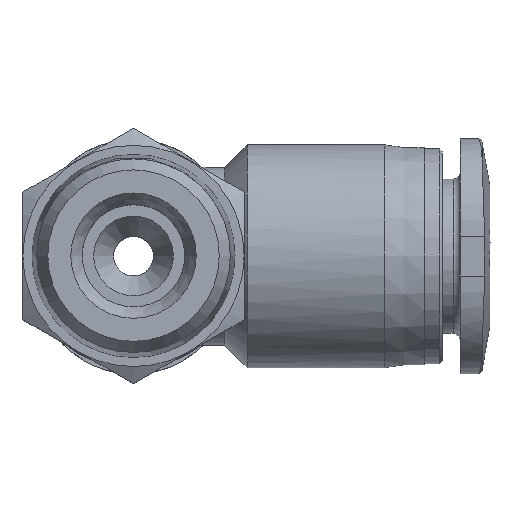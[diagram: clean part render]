
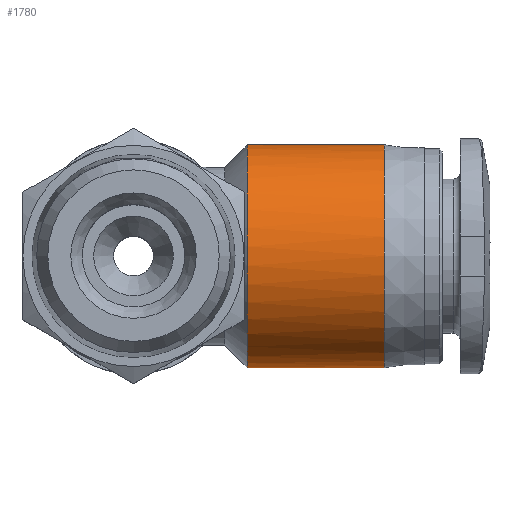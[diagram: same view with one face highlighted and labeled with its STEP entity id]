
A CAD part, top view. The second image highlights one B-rep face of the part: STEP entity #1780.
In plain terms, the highlighted cylindrical face has radius 5.6 mm (diameter 11.2 mm), a full revolution.
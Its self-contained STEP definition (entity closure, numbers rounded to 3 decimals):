
#26=ELLIPSE('',#1902,7.92,5.6);
#33=CYLINDRICAL_SURFACE('',#1900,5.6);
#86=LINE('',#2630,#124);
#91=LINE('',#2640,#129);
#124=VECTOR('',#2121,1000.);
#129=VECTOR('',#2128,1000.);
#190=CIRCLE('',#1872,5.6);
#205=CIRCLE('',#1901,5.6);
#350=ORIENTED_EDGE('',*,*,#664,.F.);
#351=ORIENTED_EDGE('',*,*,#665,.F.);
#352=ORIENTED_EDGE('',*,*,#658,.T.);
#353=ORIENTED_EDGE('',*,*,#616,.T.);
#354=ORIENTED_EDGE('',*,*,#663,.F.);
#616=EDGE_CURVE('',#780,#779,#190,.T.);
#658=EDGE_CURVE('',#809,#780,#86,.F.);
#663=EDGE_CURVE('',#812,#779,#91,.F.);
#664=EDGE_CURVE('',#813,#813,#205,.T.);
#665=EDGE_CURVE('',#809,#812,#26,.T.);
#779=VERTEX_POINT('',#2483);
#780=VERTEX_POINT('',#2485);
#809=VERTEX_POINT('',#2631);
#812=VERTEX_POINT('',#2639);
#813=VERTEX_POINT('',#2643);
#948=EDGE_LOOP('',(#350));
#949=EDGE_LOOP('',(#351,#352,#353,#354));
#1070=FACE_BOUND('',#948,.T.);
#1071=FACE_BOUND('',#949,.T.);
#1780=ADVANCED_FACE('',(#1070,#1071),#33,.T.);
#1872=AXIS2_PLACEMENT_3D('',#2484,#2061,#2062);
#1900=AXIS2_PLACEMENT_3D('',#2641,#2129,#2130);
#1901=AXIS2_PLACEMENT_3D('',#2642,#2131,#2132);
#1902=AXIS2_PLACEMENT_3D('',#2644,#2133,#2134);
#2061=DIRECTION('',(1.,0.,0.));
#2062=DIRECTION('',(0.,0.,-1.));
#2121=DIRECTION('',(1.,0.,0.));
#2128=DIRECTION('',(1.,0.,0.));
#2129=DIRECTION('',(1.,0.,0.));
#2130=DIRECTION('',(0.,0.,-1.));
#2131=DIRECTION('',(1.,0.,0.));
#2132=DIRECTION('',(0.,0.,-1.));
#2133=DIRECTION('',(-0.707,0.,0.707));
#2134=DIRECTION('',(0.707,0.,0.707));
#2483=CARTESIAN_POINT('',(5.7,-0.75,-5.55));
#2484=CARTESIAN_POINT('',(5.7,0.,0.));
#2485=CARTESIAN_POINT('',(5.7,0.75,-5.55));
#2630=CARTESIAN_POINT('',(17.9,0.75,-5.55));
#2631=CARTESIAN_POINT('',(7.89,0.75,-5.55));
#2639=CARTESIAN_POINT('',(7.89,-0.75,-5.55));
#2640=CARTESIAN_POINT('',(17.9,-0.75,-5.55));
#2641=CARTESIAN_POINT('',(17.9,0.,0.));
#2642=CARTESIAN_POINT('',(12.6,0.,0.));
#2643=CARTESIAN_POINT('',(12.6,0.,-5.6));
#2644=CARTESIAN_POINT('',(13.44,0.,0.));
